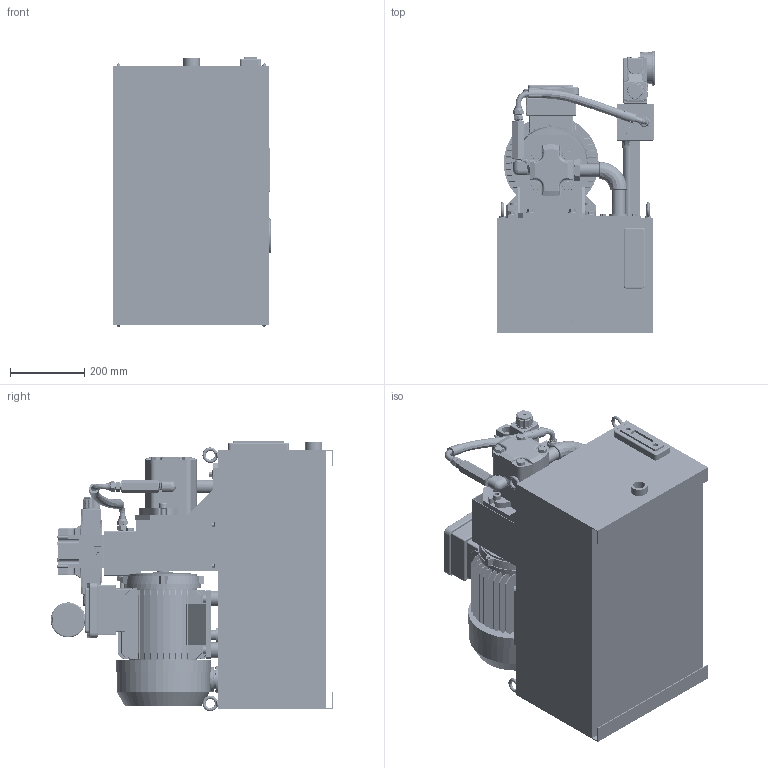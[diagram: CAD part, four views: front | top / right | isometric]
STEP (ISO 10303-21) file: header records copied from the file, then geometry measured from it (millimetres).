
FILE_DESCRIPTION(('FreeCAD Model'),'2;1');
FILE_NAME('Open CASCADE Shape Model','2025-05-08T03:31:39',('FreeCAD'),( 'FreeCAD'),'Open CASCADE STEP processor 7.6','FreeCAD','Unknown');
FILE_SCHEMA(('AUTOMOTIVE_DESIGN { 1 0 10303 214 1 1 1 1 }'));
Products named in the file (1): Open CASCADE STEP translator 7.6 1
Bounding box: 423.32 x 759.96 x 727.34 mm (x, y, z)
Volume: 27965039.6 mm3; surface area: 5531502 mm2
Topology: 88 solids, 170 shells, 5521 faces, 15245 edges, 9970 vertices
Faces by surface type: bspline 5521
Entity records: 223535 total; most frequent: CARTESIAN_POINT 139160, ORIENTED_EDGE 28497, EDGE_CURVE 15194, B_SPLINE_CURVE_WITH_KNOTS 10221, VERTEX_POINT 9970, FACE_BOUND 6129, EDGE_LOOP 6129, ADVANCED_FACE 5521
